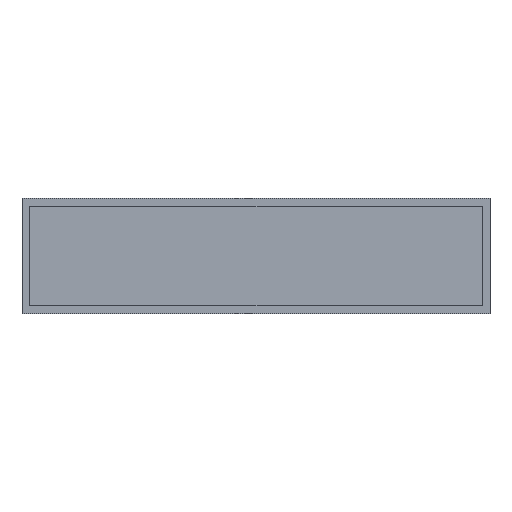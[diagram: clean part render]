
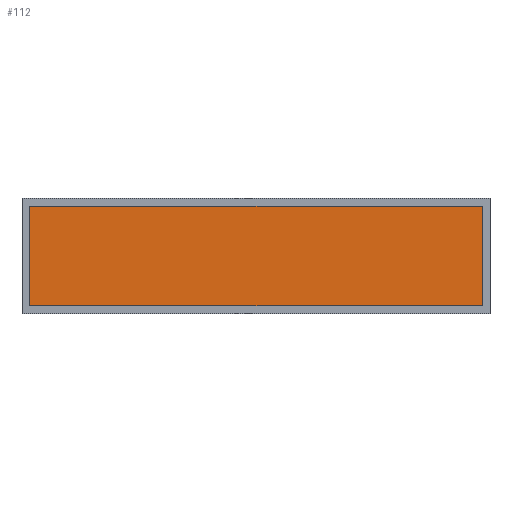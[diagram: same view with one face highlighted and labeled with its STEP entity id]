
A CAD part, top view. The second image highlights one B-rep face of the part: STEP entity #112.
In plain terms, the highlighted planar face has unit normal (0, 0, 1).
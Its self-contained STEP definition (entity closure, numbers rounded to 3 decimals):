
#16 = FACE_OUTER_BOUND ( 'NONE', #339, .T. ) ;
#18 = DIRECTION ( 'NONE',  ( 0., -1., 0. ) ) ;
#36 = LINE ( 'NONE', #96, #262 ) ;
#70 = LINE ( 'NONE', #179, #174 ) ;
#73 = CARTESIAN_POINT ( 'NONE',  ( -577.5, -127.5, 6. ) ) ;
#78 = CARTESIAN_POINT ( 'NONE',  ( -577.5, -127.5, 6. ) ) ;
#96 = CARTESIAN_POINT ( 'NONE',  ( -577.5, 127.5, 6. ) ) ;
#103 = DIRECTION ( 'NONE',  ( 1., 0., 0. ) ) ;
#104 = ORIENTED_EDGE ( 'NONE', *, *, #308, .T. ) ;
#105 = VECTOR ( 'NONE', #189, 1000. ) ;
#107 = VERTEX_POINT ( 'NONE', #73 ) ;
#112 = ADVANCED_FACE ( 'NONE', ( #16 ), #282, .F. ) ;
#116 = EDGE_CURVE ( 'NONE', #184, #335, #70, .T. ) ;
#124 = DIRECTION ( 'NONE',  ( 0., 1., 0. ) ) ;
#129 = EDGE_CURVE ( 'NONE', #198, #107, #36, .T. ) ;
#134 = LINE ( 'NONE', #316, #172 ) ;
#141 = LINE ( 'NONE', #78, #105 ) ;
#156 = CARTESIAN_POINT ( 'NONE',  ( -577.5, 127.5, 6. ) ) ;
#172 = VECTOR ( 'NONE', #309, 1000. ) ;
#174 = VECTOR ( 'NONE', #124, 1000. ) ;
#179 = CARTESIAN_POINT ( 'NONE',  ( 577.5, -127.5, 6. ) ) ;
#184 = VERTEX_POINT ( 'NONE', #304 ) ;
#189 = DIRECTION ( 'NONE',  ( 1., 0., 0. ) ) ;
#197 = ORIENTED_EDGE ( 'NONE', *, *, #116, .T. ) ;
#198 = VERTEX_POINT ( 'NONE', #278 ) ;
#206 = ORIENTED_EDGE ( 'NONE', *, *, #129, .T. ) ;
#233 = DIRECTION ( 'NONE',  ( 0., 0., -1. ) ) ;
#239 = ORIENTED_EDGE ( 'NONE', *, *, #267, .T. ) ;
#240 = CARTESIAN_POINT ( 'NONE',  ( 577.5, 127.5, 6. ) ) ;
#262 = VECTOR ( 'NONE', #18, 1000. ) ;
#267 = EDGE_CURVE ( 'NONE', #107, #184, #141, .T. ) ;
#278 = CARTESIAN_POINT ( 'NONE',  ( -577.5, 127.5, 6. ) ) ;
#282 = PLANE ( 'NONE',  #317 ) ;
#304 = CARTESIAN_POINT ( 'NONE',  ( 577.5, -127.5, 6. ) ) ;
#308 = EDGE_CURVE ( 'NONE', #335, #198, #134, .T. ) ;
#309 = DIRECTION ( 'NONE',  ( -1., 0., 0. ) ) ;
#316 = CARTESIAN_POINT ( 'NONE',  ( 577.5, 127.5, 6. ) ) ;
#317 = AXIS2_PLACEMENT_3D ( 'NONE', #156, #233, #103 ) ;
#335 = VERTEX_POINT ( 'NONE', #240 ) ;
#339 = EDGE_LOOP ( 'NONE', ( #104, #206, #239, #197 ) ) ;
